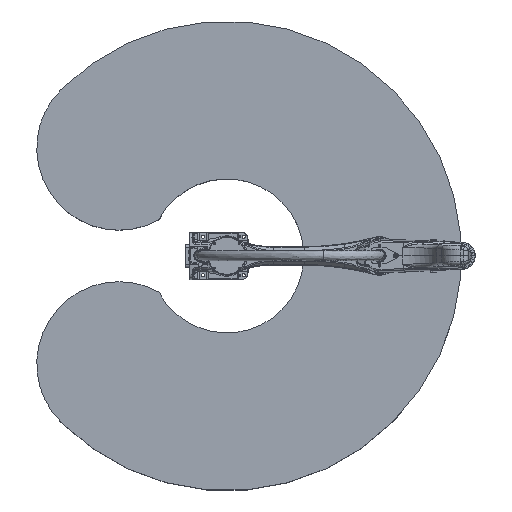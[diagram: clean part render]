
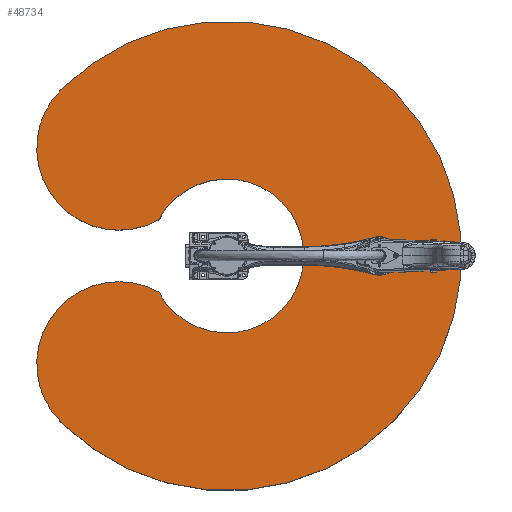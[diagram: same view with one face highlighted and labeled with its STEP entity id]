
A CAD part, top view. The second image highlights one B-rep face of the part: STEP entity #48734.
In plain terms, the highlighted planar face has unit normal (0, 0, 1).
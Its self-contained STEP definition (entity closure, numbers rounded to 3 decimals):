
#9488=PLANE('',#53661);
#11405=CIRCLE('',#53651,350.);
#11407=CIRCLE('',#53654,1000.);
#11409=CIRCLE('',#53657,350.);
#11411=CIRCLE('',#53660,328.06);
#14154=FACE_OUTER_BOUND('',#17252,.T.);
#17252=EDGE_LOOP('',(#43196,#43197,#43198,#43199));
#22822=VERTEX_POINT('',#117903);
#22823=VERTEX_POINT('',#117905);
#22825=VERTEX_POINT('',#117911);
#22827=VERTEX_POINT('',#117917);
#29610=EDGE_CURVE('',#22823,#22822,#11405,.T.);
#29613=EDGE_CURVE('',#22825,#22823,#11407,.T.);
#29616=EDGE_CURVE('',#22827,#22825,#11409,.T.);
#29619=EDGE_CURVE('',#22822,#22827,#11411,.T.);
#43196=ORIENTED_EDGE('',*,*,#29619,.T.);
#43197=ORIENTED_EDGE('',*,*,#29616,.T.);
#43198=ORIENTED_EDGE('',*,*,#29613,.T.);
#43199=ORIENTED_EDGE('',*,*,#29610,.T.);
#48734=ADVANCED_FACE('',(#14154),#9488,.T.);
#53651=AXIS2_PLACEMENT_3D('',#117906,#65896,#65897);
#53654=AXIS2_PLACEMENT_3D('',#117912,#65903,#65904);
#53657=AXIS2_PLACEMENT_3D('',#117918,#65910,#65911);
#53660=AXIS2_PLACEMENT_3D('',#117922,#65917,#65918);
#53661=AXIS2_PLACEMENT_3D('',#117923,#65919,#65920);
#65896=DIRECTION('center_axis',(0.,0.,1.));
#65897=DIRECTION('ref_axis',(-0.707,0.707,0.));
#65903=DIRECTION('center_axis',(0.,0.,1.));
#65904=DIRECTION('ref_axis',(-0.707,-0.707,0.));
#65910=DIRECTION('center_axis',(0.,0.,1.));
#65911=DIRECTION('ref_axis',(0.485,0.875,0.));
#65917=DIRECTION('center_axis',(0.,0.,-1.));
#65918=DIRECTION('ref_axis',(-1.,0.,0.));
#65919=DIRECTION('center_axis',(0.,0.,1.));
#65920=DIRECTION('ref_axis',(1.,0.,0.));
#117903=CARTESIAN_POINT('',(-289.93,153.506,400.));
#117905=CARTESIAN_POINT('',(-707.107,707.107,400.));
#117906=CARTESIAN_POINT('Origin',(-459.619,459.619,400.));
#117911=CARTESIAN_POINT('',(-707.107,-707.107,400.));
#117912=CARTESIAN_POINT('Origin',(0.,0.,400.));
#117917=CARTESIAN_POINT('',(-289.93,-153.506,400.));
#117918=CARTESIAN_POINT('Origin',(-459.619,-459.619,400.));
#117922=CARTESIAN_POINT('Origin',(0.,0.,400.));
#117923=CARTESIAN_POINT('Origin',(24.415,0.,
400.));
